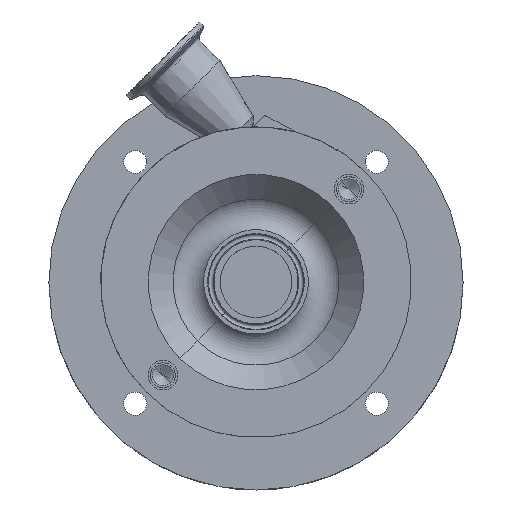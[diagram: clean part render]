
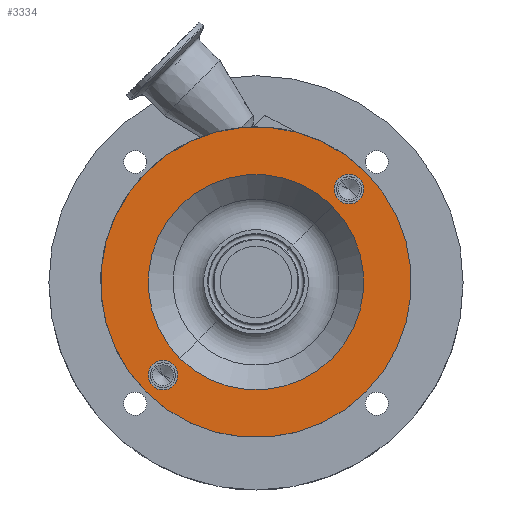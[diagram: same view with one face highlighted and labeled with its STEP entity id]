
A CAD part, top view. The second image highlights one B-rep face of the part: STEP entity #3334.
In plain terms, the highlighted planar face has unit normal (0, 0, 1).
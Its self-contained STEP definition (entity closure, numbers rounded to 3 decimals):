
#222 = EDGE_CURVE ( 'NONE', #4382, #3616, #2104, .T. ) ;
#237 = DIRECTION ( 'NONE',  ( 0.707, 0.707, 0. ) ) ;
#286 = DIRECTION ( 'NONE',  ( 0., 0., 1. ) ) ;
#439 = CARTESIAN_POINT ( 'NONE',  ( 0., 0., 199.1 ) ) ;
#484 = CIRCLE ( 'NONE', #2352, 7.144 ) ;
#552 = FACE_BOUND ( 'NONE', #7265, .T. ) ;
#776 = VERTEX_POINT ( 'NONE', #1774 ) ;
#809 = DIRECTION ( 'NONE',  ( 0., 0., 1. ) ) ;
#812 = DIRECTION ( 'NONE',  ( 0.707, 0.707, 0. ) ) ;
#885 = CARTESIAN_POINT ( 'NONE',  ( 0., 0., 199.1 ) ) ;
#886 = CARTESIAN_POINT ( 'NONE',  ( -49.953, -49.953, 199.1 ) ) ;
#890 = VERTEX_POINT ( 'NONE', #1890 ) ;
#900 = AXIS2_PLACEMENT_3D ( 'NONE', #5293, #3343, #1726 ) ;
#1003 = DIRECTION ( 'NONE',  ( 0.707, 0.707, 0. ) ) ;
#1039 = EDGE_LOOP ( 'NONE', ( #3939, #3249 ) ) ;
#1217 = AXIS2_PLACEMENT_3D ( 'NONE', #885, #4796, #3200 ) ;
#1304 = VERTEX_POINT ( 'NONE', #5230 ) ;
#1501 = CIRCLE ( 'NONE', #7260, 7.144 ) ;
#1663 = ORIENTED_EDGE ( 'NONE', *, *, #6909, .F. ) ;
#1726 = DIRECTION ( 'NONE',  ( 0.707, 0.707, 0. ) ) ;
#1774 = CARTESIAN_POINT ( 'NONE',  ( 39.85, 39.85, 199.1 ) ) ;
#1801 = EDGE_CURVE ( 'NONE', #776, #3965, #484, .T. ) ;
#1872 = FACE_OUTER_BOUND ( 'NONE', #1039, .T. ) ;
#1890 = CARTESIAN_POINT ( 'NONE',  ( -36.77, -36.77, 199.1 ) ) ;
#2104 = CIRCLE ( 'NONE', #2444, 75. ) ;
#2108 = PLANE ( 'NONE',  #5738 ) ;
#2140 = EDGE_CURVE ( 'NONE', #1304, #890, #3370, .T. ) ;
#2155 = CARTESIAN_POINT ( 'NONE',  ( 53.033, 53.033, 199.1 ) ) ;
#2352 = AXIS2_PLACEMENT_3D ( 'NONE', #2577, #6013, #2552 ) ;
#2396 = FACE_BOUND ( 'NONE', #3977, .T. ) ;
#2444 = AXIS2_PLACEMENT_3D ( 'NONE', #439, #6537, #1003 ) ;
#2552 = DIRECTION ( 'NONE',  ( 0.707, 0.707, 0. ) ) ;
#2577 = CARTESIAN_POINT ( 'NONE',  ( 44.901, 44.901, 199.1 ) ) ;
#2679 = DIRECTION ( 'NONE',  ( 0., 0., 1. ) ) ;
#2853 = AXIS2_PLACEMENT_3D ( 'NONE', #3555, #5823, #812 ) ;
#3136 = VERTEX_POINT ( 'NONE', #886 ) ;
#3163 = CARTESIAN_POINT ( 'NONE',  ( -53.033, -53.033, 199.1 ) ) ;
#3200 = DIRECTION ( 'NONE',  ( 0.707, 0.707, 0. ) ) ;
#3249 = ORIENTED_EDGE ( 'NONE', *, *, #6622, .T. ) ;
#3295 = DIRECTION ( 'NONE',  ( 0., 0., 1. ) ) ;
#3334 = ADVANCED_FACE ( 'NONE', ( #5464, #2396, #1872, #552 ), #2108, .T. ) ;
#3343 = DIRECTION ( 'NONE',  ( 0., 0., 1. ) ) ;
#3370 = CIRCLE ( 'NONE', #6392, 52. ) ;
#3555 = CARTESIAN_POINT ( 'NONE',  ( 0., 0., 199.1 ) ) ;
#3616 = VERTEX_POINT ( 'NONE', #3163 ) ;
#3733 = CIRCLE ( 'NONE', #2853, 75. ) ;
#3741 = EDGE_CURVE ( 'NONE', #3136, #3898, #1501, .T. ) ;
#3814 = DIRECTION ( 'NONE',  ( 0.707, 0.707, 0. ) ) ;
#3898 = VERTEX_POINT ( 'NONE', #5174 ) ;
#3939 = ORIENTED_EDGE ( 'NONE', *, *, #222, .T. ) ;
#3965 = VERTEX_POINT ( 'NONE', #4685 ) ;
#3977 = EDGE_LOOP ( 'NONE', ( #1663, #5251 ) ) ;
#4212 = CARTESIAN_POINT ( 'NONE',  ( 0., 0., 199.1 ) ) ;
#4382 = VERTEX_POINT ( 'NONE', #2155 ) ;
#4685 = CARTESIAN_POINT ( 'NONE',  ( 49.953, 49.953, 199.1 ) ) ;
#4721 = DIRECTION ( 'NONE',  ( 0.707, 0.707, 0. ) ) ;
#4796 = DIRECTION ( 'NONE',  ( 0., 0., 1. ) ) ;
#5174 = CARTESIAN_POINT ( 'NONE',  ( -39.85, -39.85, 199.1 ) ) ;
#5220 = AXIS2_PLACEMENT_3D ( 'NONE', #6975, #809, #4721 ) ;
#5230 = CARTESIAN_POINT ( 'NONE',  ( 36.77, 36.77, 199.1 ) ) ;
#5251 = ORIENTED_EDGE ( 'NONE', *, *, #3741, .F. ) ;
#5278 = EDGE_CURVE ( 'NONE', #3965, #776, #5979, .T. ) ;
#5293 = CARTESIAN_POINT ( 'NONE',  ( -44.901, -44.901, 199.1 ) ) ;
#5303 = ORIENTED_EDGE ( 'NONE', *, *, #1801, .F. ) ;
#5464 = FACE_BOUND ( 'NONE', #6806, .T. ) ;
#5713 = CIRCLE ( 'NONE', #900, 7.144 ) ;
#5738 = AXIS2_PLACEMENT_3D ( 'NONE', #6041, #2679, #3814 ) ;
#5823 = DIRECTION ( 'NONE',  ( 0., 0., 1. ) ) ;
#5979 = CIRCLE ( 'NONE', #5220, 7.144 ) ;
#6013 = DIRECTION ( 'NONE',  ( 0., 0., 1. ) ) ;
#6041 = CARTESIAN_POINT ( 'NONE',  ( -53.033, 53.033, 199.1 ) ) ;
#6383 = ORIENTED_EDGE ( 'NONE', *, *, #6700, .F. ) ;
#6392 = AXIS2_PLACEMENT_3D ( 'NONE', #4212, #286, #237 ) ;
#6537 = DIRECTION ( 'NONE',  ( 0., 0., 1. ) ) ;
#6547 = CIRCLE ( 'NONE', #1217, 52. ) ;
#6565 = ORIENTED_EDGE ( 'NONE', *, *, #2140, .F. ) ;
#6622 = EDGE_CURVE ( 'NONE', #3616, #4382, #3733, .T. ) ;
#6700 = EDGE_CURVE ( 'NONE', #890, #1304, #6547, .T. ) ;
#6806 = EDGE_LOOP ( 'NONE', ( #6905, #5303 ) ) ;
#6905 = ORIENTED_EDGE ( 'NONE', *, *, #5278, .F. ) ;
#6909 = EDGE_CURVE ( 'NONE', #3898, #3136, #5713, .T. ) ;
#6975 = CARTESIAN_POINT ( 'NONE',  ( 44.901, 44.901, 199.1 ) ) ;
#7240 = DIRECTION ( 'NONE',  ( 0.707, 0.707, 0. ) ) ;
#7260 = AXIS2_PLACEMENT_3D ( 'NONE', #7266, #3295, #7240 ) ;
#7265 = EDGE_LOOP ( 'NONE', ( #6565, #6383 ) ) ;
#7266 = CARTESIAN_POINT ( 'NONE',  ( -44.901, -44.901, 199.1 ) ) ;
